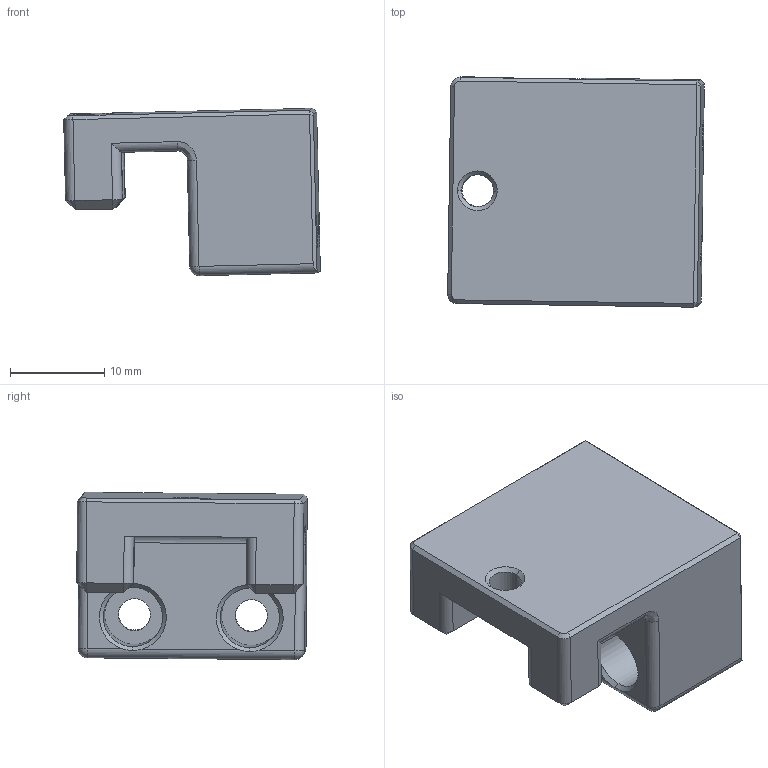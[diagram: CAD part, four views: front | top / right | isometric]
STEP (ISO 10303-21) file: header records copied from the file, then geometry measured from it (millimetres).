
FILE_DESCRIPTION (( 'STEP AP214' ), '1' );
FILE_NAME ('Bowden Tube Holder 123.STEP', '2023-09-12T04:16:27', ( 'Windows User' ), ( 'P R C' ), 'SwSTEP 2.0', 'SolidWorks 2023', '' );
FILE_SCHEMA (( 'AUTOMOTIVE_DESIGN' ));
Length unit declared in the file: millimetre
Products named in the file (1): Bowden Tube Holder 123
Bounding box: 27.22 x 24.45 x 17.75 mm (x, y, z)
Volume: 6448.1 mm3; surface area: 3290.9 mm2
Topology: 1 solids, 1 shells, 79 faces, 195 edges, 109 vertices
Faces by surface type: plane 32, cylinder 27, cone 16, bspline 2, sphere 2
Entity records: 2375 total; most frequent: CARTESIAN_POINT 554, DIRECTION 380, ORIENTED_EDGE 370, EDGE_CURVE 185, AXIS2_PLACEMENT_3D 136, LINE 108, VERTEX_POINT 108, VECTOR 108
